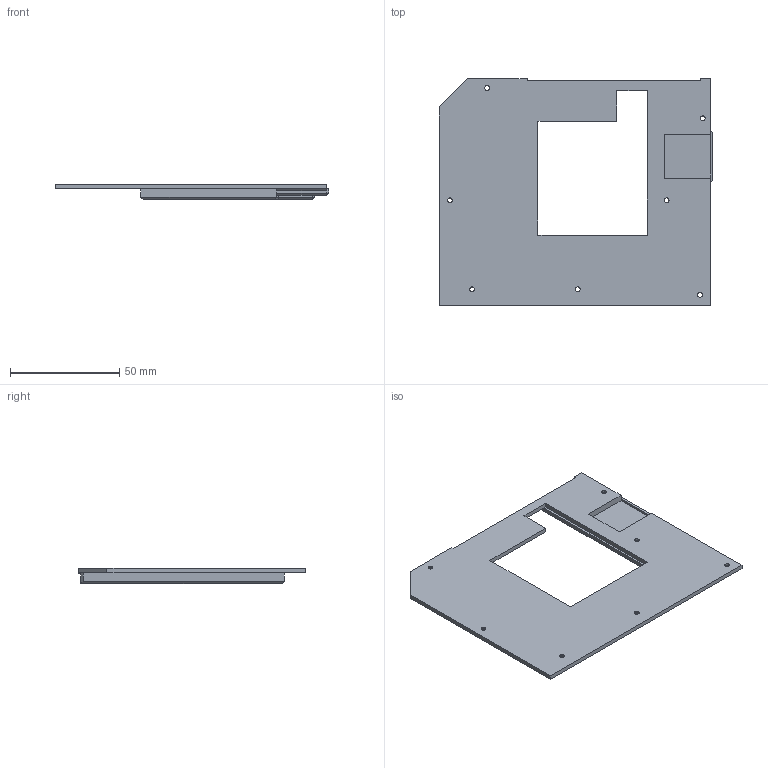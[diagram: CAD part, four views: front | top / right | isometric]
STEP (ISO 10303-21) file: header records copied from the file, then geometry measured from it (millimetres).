
FILE_DESCRIPTION(/* description */ ('STEP AP242','CAx-IF Rec.Pracs.---Representation and Presentation of Product Manufacturing Information (PMI)---4.0---2014-10-13','CAx-IF Rec.Pracs.---3D Tessellated Geometry---0.4---2014-09-14','2;1'),/* implementation_level */ '2;1');
FILE_NAME(/* name */ '6384eecd0eb328272c69f2e5',/* time_stamp */ '2022-11-28T17:24:29+00:00',/* author */ (''),/* organization */ (''),/* preprocessor_version */ 'ST-DEVELOPER v18.102',/* originating_system */ ' ',/* authorisation */ ' ');
FILE_SCHEMA (('AP242_MANAGED_MODEL_BASED_3D_ENGINEERING_MIM_LF { 1 0 10303 442 1 1 4 }'));
Length unit declared in the file: metre
Products named in the file (1): bottom
Bounding box: 124.92 x 103.6 x 7 mm (x, y, z)
Volume: 24644.2 mm3; surface area: 24726.2 mm2
Topology: 1 solids, 1 shells, 85 faces, 217 edges, 134 vertices
Faces by surface type: plane 71, cylinder 7, cone 7
Full cylindrical faces by diameter (mm): 2.184 x7
Entity records: 2480 total; most frequent: CARTESIAN_POINT 423, ORIENTED_EDGE 406, DIRECTION 396, EDGE_CURVE 203, LINE 182, VECTOR 182, VERTEX_POINT 134, EDGE_LOOP 115
